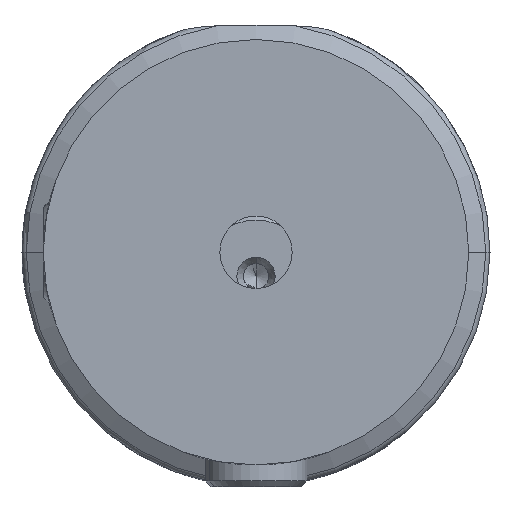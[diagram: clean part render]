
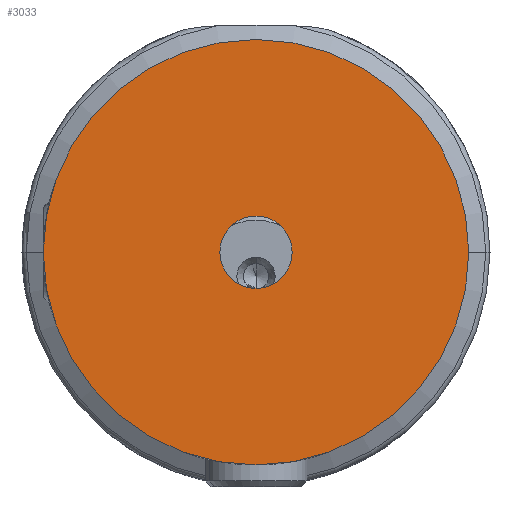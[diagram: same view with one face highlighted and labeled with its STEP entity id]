
A CAD part, left-side view. The second image highlights one B-rep face of the part: STEP entity #3033.
In plain terms, the highlighted planar face has unit normal (-1, 0, 0).
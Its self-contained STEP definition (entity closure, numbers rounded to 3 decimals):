
#195 = ORIENTED_EDGE ( 'NONE', *, *, #748, .T. ) ;
#748 = EDGE_CURVE ( 'NONE', #31865, #31400, #17105, .T. ) ;
#975 = CARTESIAN_POINT ( 'NONE',  ( -47.758, 0., -25. ) ) ;
#1935 = CARTESIAN_POINT ( 'NONE',  ( -47.758, 0., -4.25 ) ) ;
#3033 = ADVANCED_FACE ( 'NONE', ( #15329, #21517 ), #19116, .T. ) ;
#4823 = AXIS2_PLACEMENT_3D ( 'NONE', #25174, #9408, #27838 ) ;
#6006 = DIRECTION ( 'NONE',  ( 0., 0., 1. ) ) ;
#6628 = CIRCLE ( 'NONE', #10604, 4.25 ) ;
#8465 = AXIS2_PLACEMENT_3D ( 'NONE', #31883, #11763, #16220 ) ;
#8955 = ORIENTED_EDGE ( 'NONE', *, *, #32917, .F. ) ;
#9408 = DIRECTION ( 'NONE',  ( 1., 0., 0. ) ) ;
#10493 = EDGE_CURVE ( 'NONE', #31400, #31865, #6628, .T. ) ;
#10604 = AXIS2_PLACEMENT_3D ( 'NONE', #11417, #29832, #14036 ) ;
#11417 = CARTESIAN_POINT ( 'NONE',  ( -47.758, 0., 0. ) ) ;
#11763 = DIRECTION ( 'NONE',  ( 1., 0., 0. ) ) ;
#13015 = CARTESIAN_POINT ( 'NONE',  ( -47.758, 0., 0. ) ) ;
#13800 = EDGE_LOOP ( 'NONE', ( #31983, #8955 ) ) ;
#14036 = DIRECTION ( 'NONE',  ( 0., 0., -1. ) ) ;
#14151 = VERTEX_POINT ( 'NONE', #14698 ) ;
#14587 = VERTEX_POINT ( 'NONE', #975 ) ;
#14698 = CARTESIAN_POINT ( 'NONE',  ( -47.758, 0., 25. ) ) ;
#15329 = FACE_BOUND ( 'NONE', #23598, .T. ) ;
#15630 = DIRECTION ( 'NONE',  ( 0., 0., -1. ) ) ;
#16220 = DIRECTION ( 'NONE',  ( 0., 0., -1. ) ) ;
#16940 = CARTESIAN_POINT ( 'NONE',  ( -47.758, 0., 4.25 ) ) ;
#17105 = CIRCLE ( 'NONE', #8465, 4.25 ) ;
#19116 = PLANE ( 'NONE',  #32797 ) ;
#20342 = ORIENTED_EDGE ( 'NONE', *, *, #10493, .T. ) ;
#21517 = FACE_OUTER_BOUND ( 'NONE', #13800, .T. ) ;
#21783 = DIRECTION ( 'NONE',  ( -1., 0., 0. ) ) ;
#22510 = AXIS2_PLACEMENT_3D ( 'NONE', #13015, #31436, #15630 ) ;
#23598 = EDGE_LOOP ( 'NONE', ( #20342, #195 ) ) ;
#24494 = EDGE_CURVE ( 'NONE', #14587, #14151, #30405, .T. ) ;
#25174 = CARTESIAN_POINT ( 'NONE',  ( -47.758, 0., 0. ) ) ;
#26979 = CARTESIAN_POINT ( 'NONE',  ( -47.758, 25., 0. ) ) ;
#27838 = DIRECTION ( 'NONE',  ( 0., 0., -1. ) ) ;
#29832 = DIRECTION ( 'NONE',  ( 1., 0., 0. ) ) ;
#30405 = CIRCLE ( 'NONE', #22510, 25. ) ;
#31400 = VERTEX_POINT ( 'NONE', #1935 ) ;
#31436 = DIRECTION ( 'NONE',  ( 1., 0., 0. ) ) ;
#31865 = VERTEX_POINT ( 'NONE', #16940 ) ;
#31883 = CARTESIAN_POINT ( 'NONE',  ( -47.758, 0., 0. ) ) ;
#31983 = ORIENTED_EDGE ( 'NONE', *, *, #24494, .F. ) ;
#32797 = AXIS2_PLACEMENT_3D ( 'NONE', #26979, #21783, #6006 ) ;
#32914 = CIRCLE ( 'NONE', #4823, 25. ) ;
#32917 = EDGE_CURVE ( 'NONE', #14151, #14587, #32914, .T. ) ;
